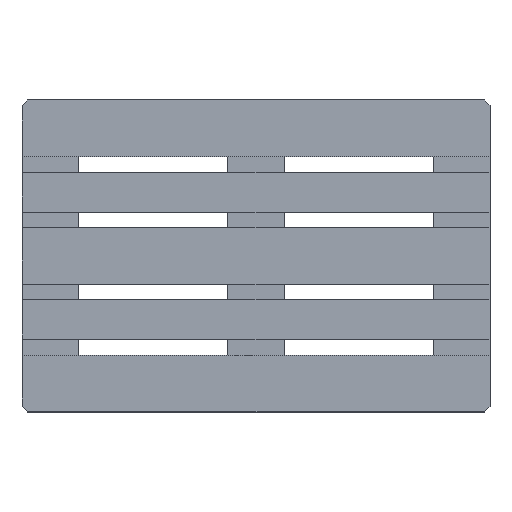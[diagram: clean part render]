
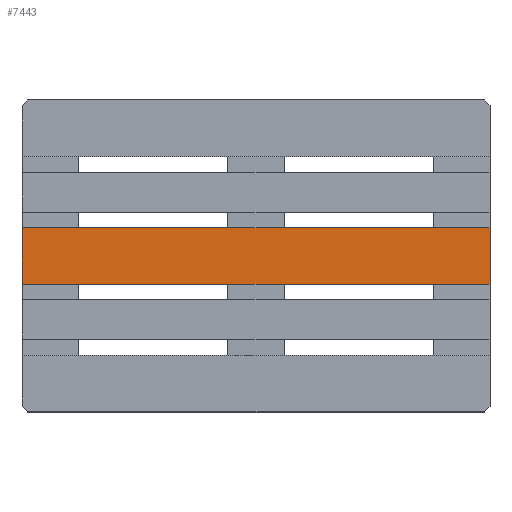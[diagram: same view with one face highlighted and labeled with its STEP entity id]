
A CAD part, top view. The second image highlights one B-rep face of the part: STEP entity #7443.
In plain terms, the highlighted planar face has unit normal (0, 0, 1).
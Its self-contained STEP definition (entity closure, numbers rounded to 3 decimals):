
#2069 = PLANE('',#2070);
#2070 = AXIS2_PLACEMENT_3D('',#2071,#2072,#2073);
#2071 = CARTESIAN_POINT('',(0.,0.,-144.));
#2072 = DIRECTION('',(1.,0.,0.));
#2073 = DIRECTION('',(0.,0.,1.));
#2142 = PLANE('',#2143);
#2143 = AXIS2_PLACEMENT_3D('',#2144,#2145,#2146);
#2144 = CARTESIAN_POINT('',(1200.,0.,-144.));
#2145 = DIRECTION('',(1.,0.,0.));
#2146 = DIRECTION('',(0.,0.,1.));
#4439 = PLANE('',#4440);
#4440 = AXIS2_PLACEMENT_3D('',#4441,#4442,#4443);
#4441 = CARTESIAN_POINT('',(0.,327.5,-22.));
#4442 = DIRECTION('',(0.,1.,0.));
#4443 = DIRECTION('',(0.,0.,1.));
#4563 = PLANE('',#4564);
#4564 = AXIS2_PLACEMENT_3D('',#4565,#4566,#4567);
#4565 = CARTESIAN_POINT('',(0.,472.5,-22.));
#4566 = DIRECTION('',(0.,1.,0.));
#4567 = DIRECTION('',(0.,0.,1.));
#5986 = VERTEX_POINT('',#5987);
#5987 = CARTESIAN_POINT('',(0.,472.5,0.));
#6008 = EDGE_CURVE('',#6009,#5986,#6011,.T.);
#6009 = VERTEX_POINT('',#6010);
#6010 = CARTESIAN_POINT('',(0.,327.5,0.));
#6011 = SURFACE_CURVE('',#6012,(#6016,#6023),.PCURVE_S1.);
#6012 = LINE('',#6013,#6014);
#6013 = CARTESIAN_POINT('',(0.,0.,0.));
#6014 = VECTOR('',#6015,1.);
#6015 = DIRECTION('',(0.,1.,0.));
#6016 = PCURVE('',#2069,#6017);
#6017 = DEFINITIONAL_REPRESENTATION('',(#6018),#6022);
#6018 = LINE('',#6019,#6020);
#6019 = CARTESIAN_POINT('',(144.,0.));
#6020 = VECTOR('',#6021,1.);
#6021 = DIRECTION('',(0.,-1.));
#6022 = ( GEOMETRIC_REPRESENTATION_CONTEXT(2) 
PARAMETRIC_REPRESENTATION_CONTEXT() REPRESENTATION_CONTEXT('2D SPACE',''
  ) );
#6023 = PCURVE('',#6024,#6029);
#6024 = PLANE('',#6025);
#6025 = AXIS2_PLACEMENT_3D('',#6026,#6027,#6028);
#6026 = CARTESIAN_POINT('',(0.,0.,0.));
#6027 = DIRECTION('',(0.,0.,1.));
#6028 = DIRECTION('',(1.,0.,0.));
#6029 = DEFINITIONAL_REPRESENTATION('',(#6030),#6034);
#6030 = LINE('',#6031,#6032);
#6031 = CARTESIAN_POINT('',(0.,0.));
#6032 = VECTOR('',#6033,1.);
#6033 = DIRECTION('',(0.,1.));
#6034 = ( GEOMETRIC_REPRESENTATION_CONTEXT(2) 
PARAMETRIC_REPRESENTATION_CONTEXT() REPRESENTATION_CONTEXT('2D SPACE',''
  ) );
#6413 = VERTEX_POINT('',#6414);
#6414 = CARTESIAN_POINT('',(1200.,472.5,0.));
#6435 = EDGE_CURVE('',#6436,#6413,#6438,.T.);
#6436 = VERTEX_POINT('',#6437);
#6437 = CARTESIAN_POINT('',(1200.,327.5,0.));
#6438 = SURFACE_CURVE('',#6439,(#6443,#6450),.PCURVE_S1.);
#6439 = LINE('',#6440,#6441);
#6440 = CARTESIAN_POINT('',(1200.,0.,0.));
#6441 = VECTOR('',#6442,1.);
#6442 = DIRECTION('',(0.,1.,0.));
#6443 = PCURVE('',#2142,#6444);
#6444 = DEFINITIONAL_REPRESENTATION('',(#6445),#6449);
#6445 = LINE('',#6446,#6447);
#6446 = CARTESIAN_POINT('',(144.,0.));
#6447 = VECTOR('',#6448,1.);
#6448 = DIRECTION('',(0.,-1.));
#6449 = ( GEOMETRIC_REPRESENTATION_CONTEXT(2) 
PARAMETRIC_REPRESENTATION_CONTEXT() REPRESENTATION_CONTEXT('2D SPACE',''
  ) );
#6450 = PCURVE('',#6024,#6451);
#6451 = DEFINITIONAL_REPRESENTATION('',(#6452),#6456);
#6452 = LINE('',#6453,#6454);
#6453 = CARTESIAN_POINT('',(1200.,0.));
#6454 = VECTOR('',#6455,1.);
#6455 = DIRECTION('',(0.,1.));
#6456 = ( GEOMETRIC_REPRESENTATION_CONTEXT(2) 
PARAMETRIC_REPRESENTATION_CONTEXT() REPRESENTATION_CONTEXT('2D SPACE',''
  ) );
#7175 = EDGE_CURVE('',#6009,#6436,#7176,.T.);
#7176 = SURFACE_CURVE('',#7177,(#7181,#7188),.PCURVE_S1.);
#7177 = LINE('',#7178,#7179);
#7178 = CARTESIAN_POINT('',(0.,327.5,0.));
#7179 = VECTOR('',#7180,1.);
#7180 = DIRECTION('',(1.,0.,0.));
#7181 = PCURVE('',#4439,#7182);
#7182 = DEFINITIONAL_REPRESENTATION('',(#7183),#7187);
#7183 = LINE('',#7184,#7185);
#7184 = CARTESIAN_POINT('',(22.,0.));
#7185 = VECTOR('',#7186,1.);
#7186 = DIRECTION('',(0.,1.));
#7187 = ( GEOMETRIC_REPRESENTATION_CONTEXT(2) 
PARAMETRIC_REPRESENTATION_CONTEXT() REPRESENTATION_CONTEXT('2D SPACE',''
  ) );
#7188 = PCURVE('',#6024,#7189);
#7189 = DEFINITIONAL_REPRESENTATION('',(#7190),#7194);
#7190 = LINE('',#7191,#7192);
#7191 = CARTESIAN_POINT('',(0.,327.5));
#7192 = VECTOR('',#7193,1.);
#7193 = DIRECTION('',(1.,0.));
#7194 = ( GEOMETRIC_REPRESENTATION_CONTEXT(2) 
PARAMETRIC_REPRESENTATION_CONTEXT() REPRESENTATION_CONTEXT('2D SPACE',''
  ) );
#7206 = EDGE_CURVE('',#5986,#6413,#7207,.T.);
#7207 = SURFACE_CURVE('',#7208,(#7212,#7219),.PCURVE_S1.);
#7208 = LINE('',#7209,#7210);
#7209 = CARTESIAN_POINT('',(0.,472.5,0.));
#7210 = VECTOR('',#7211,1.);
#7211 = DIRECTION('',(1.,0.,0.));
#7212 = PCURVE('',#4563,#7213);
#7213 = DEFINITIONAL_REPRESENTATION('',(#7214),#7218);
#7214 = LINE('',#7215,#7216);
#7215 = CARTESIAN_POINT('',(22.,0.));
#7216 = VECTOR('',#7217,1.);
#7217 = DIRECTION('',(0.,1.));
#7218 = ( GEOMETRIC_REPRESENTATION_CONTEXT(2) 
PARAMETRIC_REPRESENTATION_CONTEXT() REPRESENTATION_CONTEXT('2D SPACE',''
  ) );
#7219 = PCURVE('',#6024,#7220);
#7220 = DEFINITIONAL_REPRESENTATION('',(#7221),#7225);
#7221 = LINE('',#7222,#7223);
#7222 = CARTESIAN_POINT('',(0.,472.5));
#7223 = VECTOR('',#7224,1.);
#7224 = DIRECTION('',(1.,0.));
#7225 = ( GEOMETRIC_REPRESENTATION_CONTEXT(2) 
PARAMETRIC_REPRESENTATION_CONTEXT() REPRESENTATION_CONTEXT('2D SPACE',''
  ) );
#7443 = ADVANCED_FACE('',(#7444),#6024,.T.);
#7444 = FACE_BOUND('',#7445,.T.);
#7445 = EDGE_LOOP('',(#7446,#7447,#7448,#7449));
#7446 = ORIENTED_EDGE('',*,*,#6008,.F.);
#7447 = ORIENTED_EDGE('',*,*,#7175,.T.);
#7448 = ORIENTED_EDGE('',*,*,#6435,.T.);
#7449 = ORIENTED_EDGE('',*,*,#7206,.F.);
